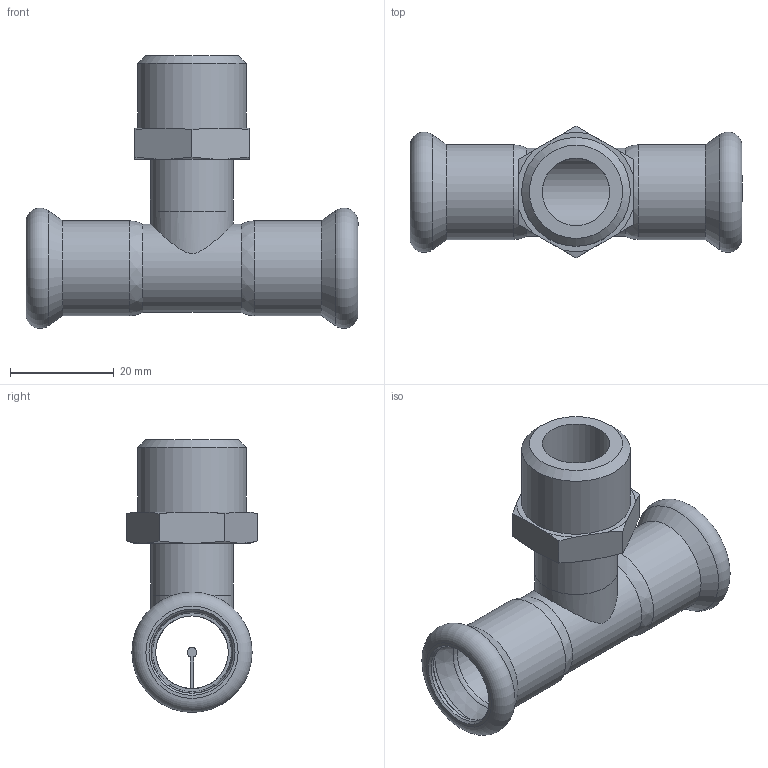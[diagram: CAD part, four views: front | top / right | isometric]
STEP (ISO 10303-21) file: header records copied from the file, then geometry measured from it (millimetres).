
FILE_DESCRIPTION(/* description */ (''),/* implementation_level */ '2;1');
FILE_NAME(/* name */ '81454.stp',/* time_stamp */ '2014-04-03T09:23:59+02:00',/* author */ ('bruh'),/* organization */ (''),/* preprocessor_version */ 'ST-DEVELOPER v15.2',/* originating_system */ 'Autodesk Inventor 2014',/* authorisation */ '');
FILE_SCHEMA (('AUTOMOTIVE_DESIGN { 1 0 10303 214 3 1 1 }'));
Length unit declared in the file: millimetre
Products named in the file (4): 401390; 900055; 101979; 81454
Bounding box: 64 x 25.4 x 52.6 mm (x, y, z)
Volume: 11349.5 mm3; surface area: 12087.3 mm2
Topology: 4 solids, 4 shells, 73 faces, 158 edges, 100 vertices
Faces by surface type: plane 27, cone 21, cylinder 17, torus 6, bspline 2
Full cylindrical faces by diameter (mm): 13 x2, 14 x3, 15.2 x2, 15.8 x2, 16 x2, 17 x1, 18.3 x2, 20.955 x1
Entity records: 1528 total; most frequent: CARTESIAN_POINT 398, DIRECTION 232, ORIENTED_EDGE 186, AXIS2_PLACEMENT_3D 106, EDGE_CURVE 93, EDGE_LOOP 85, VERTEX_POINT 70, ADVANCED_FACE 53
